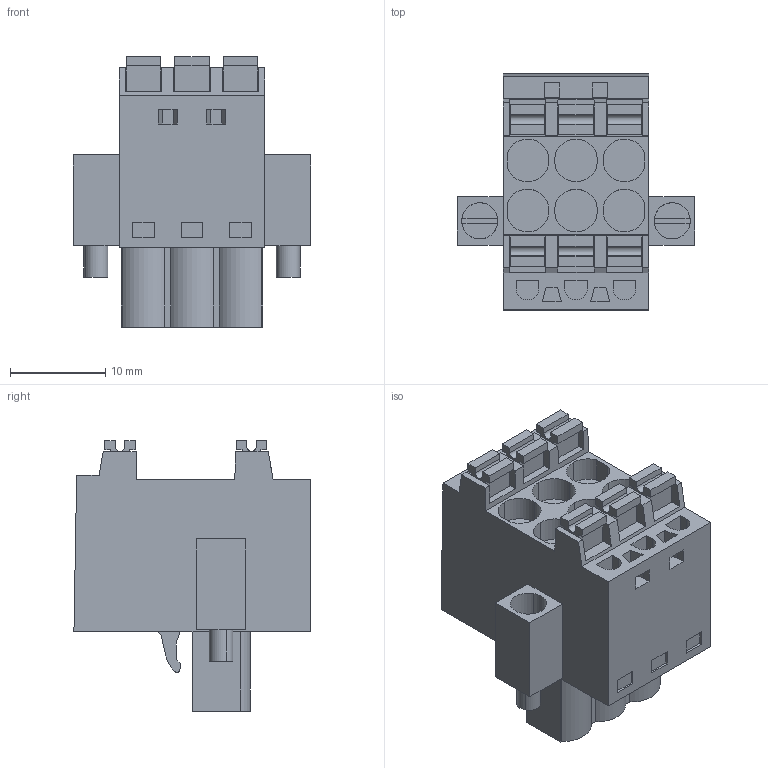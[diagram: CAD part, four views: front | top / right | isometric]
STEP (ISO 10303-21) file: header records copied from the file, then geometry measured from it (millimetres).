
FILE_DESCRIPTION(('CATIA V5 STEP Exchange','CAx-IF Rec.Pracs.--- Model Styling and Organization---1.4--- 2014-01-23'),'2;1');
FILE_NAME ('D1446224_0_1000950000_1000950000.stp','2017-09-09T07:50:49+00:00',('none'),('Weidmueller'),'CATIA Version 5-6 Release 2016','CATIA V5 STEP AP214','none');
FILE_SCHEMA(('AUTOMOTIVE_DESIGN { 1 0 10303 214 1 1 1 1 }'));
Length unit declared in the file: millimetre
Products named in the file (1): 1000950000
Bounding box: 24.86 x 24.75 x 28.33 mm (x, y, z)
Volume: 6903.2 mm3; surface area: 4261.4 mm2
Topology: 9 solids, 9 shells, 381 faces, 1014 edges, 682 vertices
Faces by surface type: plane 315, cylinder 66
Entity records: 11020 total; most frequent: ORIENTED_EDGE 2028, CARTESIAN_POINT 1948, DIRECTION 1516, EDGE_CURVE 1014, VECTOR 874, LINE 874, VERTEX_POINT 682, EDGE_LOOP 424
